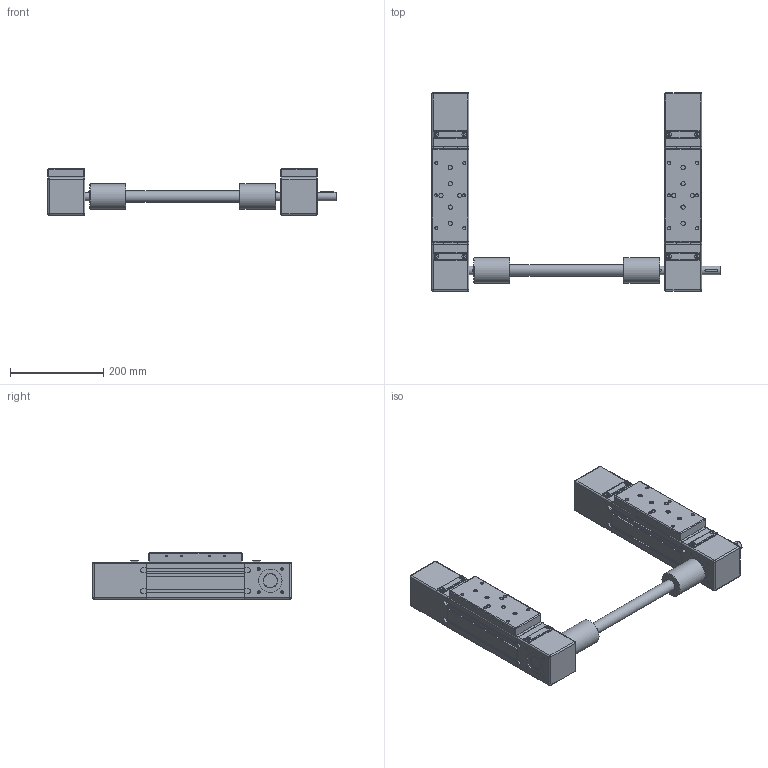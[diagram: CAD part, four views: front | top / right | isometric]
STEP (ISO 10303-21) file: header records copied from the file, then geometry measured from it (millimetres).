
FILE_DESCRIPTION((''),'2;1');
FILE_NAME('MTJ 80 S DOUBLE OSL 24 1R ASM.stp','2011-05-23T10:50:20',('Matej'),(''),'Autodesk Inventor 2011','Autodesk Inventor 2011','');
FILE_SCHEMA(('AUTOMOTIVE_DESIGN { 1 0 10303 214 1 1 1 1 }'));
Length unit declared in the file: millimetre
Products named in the file (11): MTJ 80 S DOUBLE OSL 24 1R ASM; MTJ 80 S DOUBLE OSL 24 1R; MTJ MRJ 80 S TIP 1R; PROFIL MTJ IN MRJ 80 S; NAPENJALNI DEL MTJ IN MRJ 80; POGONSKI DEL MTJ IN MRJ 80 TIP 1R; VOZIČEK MTJ IN MRJ 80 S; MTJ MRJ 80 S TIP 2; POGONSKI DEL MTJ IN MRJ 80 TIP 2; SKLOPKA OSL 24; ROR OSL 24
Assembly tree (14 placements, depth 4):
  MTJ 80 S DOUBLE OSL 24 1R ASM
    MTJ 80 S DOUBLE OSL 24 1R
      MTJ MRJ 80 S TIP 1R
        PROFIL MTJ IN MRJ 80 S
        NAPENJALNI DEL MTJ IN MRJ 80
        POGONSKI DEL MTJ IN MRJ 80 TIP 1R
        VOZIČEK MTJ IN MRJ 80 S
      MTJ MRJ 80 S TIP 2
        PROFIL MTJ IN MRJ 80 S
        NAPENJALNI DEL MTJ IN MRJ 80
        POGONSKI DEL MTJ IN MRJ 80 TIP 2
        VOZIČEK MTJ IN MRJ 80 S
      SKLOPKA OSL 24  x2
      ROR OSL 24
Bounding box: 620 x 427.01 x 100 mm (x, y, z)
Volume: 6174842.1 mm3; surface area: 649416.8 mm2
Topology: 11 solids, 29 shells, 943 faces, 2343 edges, 1486 vertices
Faces by surface type: plane 438, cylinder 355, cone 113, sphere 24, torus 13
Full cylindrical faces by diameter (mm): 1 x2, 3.242 x16, 4.134 x8, 4.917 x16, 5 x4, 5.2 x4, 6 x6, 6.647 x12, 8 x2, 9 x12, 10 x8, 15 x12, 18 x3, 20 x1, 25 x3, 30 x4, 31 x4, 50 x4, 55 x2
Entity records: 18681 total; most frequent: CARTESIAN_POINT 3530, DIRECTION 3122, ORIENTED_EDGE 2674, EDGE_CURVE 1337, AXIS2_PLACEMENT_3D 1192, VERTEX_POINT 944, EDGE_LOOP 891, VECTOR 738
